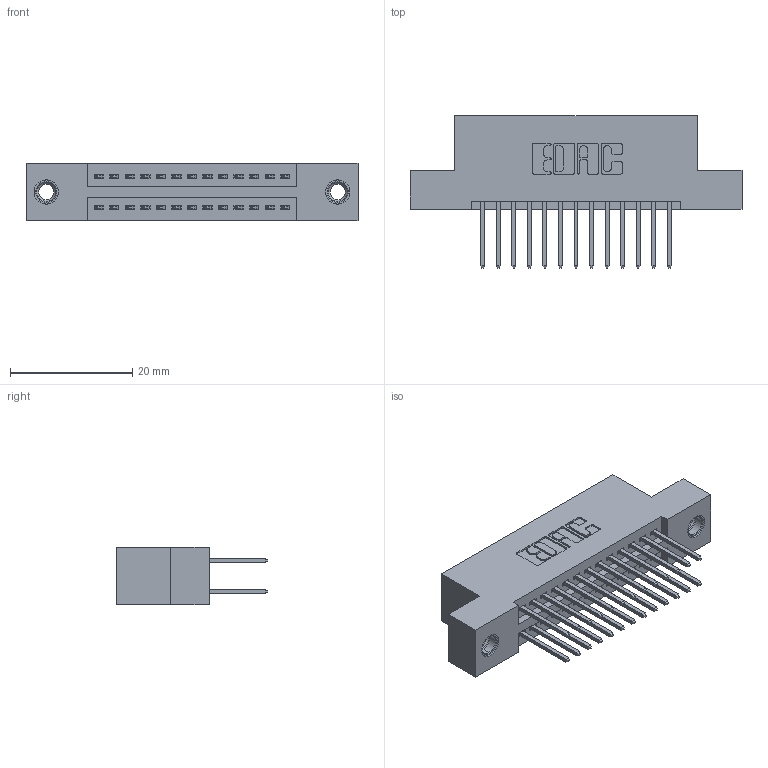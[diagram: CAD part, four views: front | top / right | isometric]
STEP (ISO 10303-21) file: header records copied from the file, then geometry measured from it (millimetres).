
FILE_DESCRIPTION (( 'STEP AP203' ), '1' );
FILE_NAME ('395-026-523-207.STEP', '2018-11-09T17:23:39', ( '' ), ( '' ), 'SwSTEP 2.0', 'SolidWorks 2016', '' );
FILE_SCHEMA (( 'CONFIG_CONTROL_DESIGN' ));
Length unit declared in the file: inch
Products named in the file (4): 345-292-001_345-293-123; 345-250-001_345-250-005-103; 395-026-523-207; 345 Part_Flush Mounting Lugs - 0.156 Dia-TI
Assembly tree (29 placements, depth 2):
  395-026-523-207
    345 Part_Flush Mounting Lugs - 0.156 Dia-TI
    345-292-001_345-293-123  x26
    345-250-001_345-250-005-103  x2
Bounding box: 54.23 x 24.82 x 9.4 mm (x, y, z)
Volume: 5038.5 mm3; surface area: 7152.9 mm2
Topology: 29 solids, 29 shells, 1486 faces, 4351 edges, 2858 vertices
Faces by surface type: plane 970, cylinder 500, cone 12, torus 4
Entity records: 15308 total; most frequent: CARTESIAN_POINT 2575, ORIENTED_EDGE 2502, DIRECTION 2333, EDGE_CURVE 1251, LINE 1047, VECTOR 1047, VERTEX_POINT 828, AXIS2_PLACEMENT_3D 643
